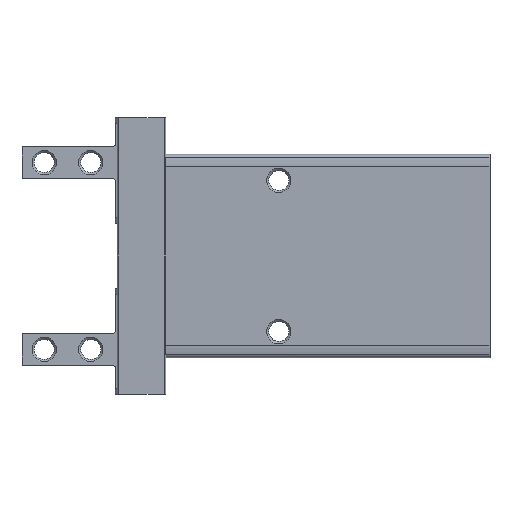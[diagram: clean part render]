
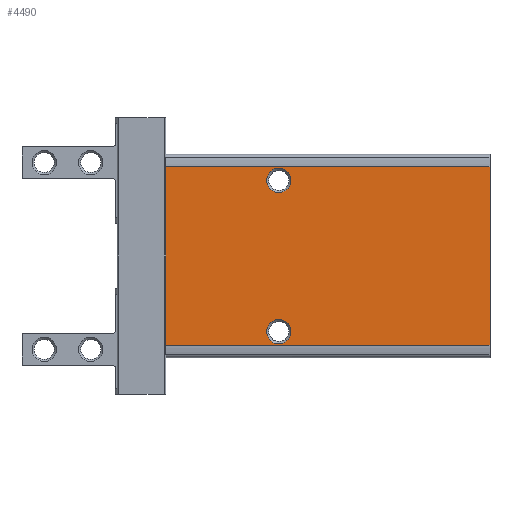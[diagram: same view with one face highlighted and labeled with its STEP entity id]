
A CAD part, left-side view. The second image highlights one B-rep face of the part: STEP entity #4490.
In plain terms, the highlighted face is planar.
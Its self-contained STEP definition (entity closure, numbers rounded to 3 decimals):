
#185=LINE('',#6944,#565);
#186=LINE('',#6952,#566);
#187=LINE('',#6954,#567);
#188=LINE('',#6956,#568);
#565=VECTOR('',#5456,1000.);
#566=VECTOR('',#5465,1000.);
#567=VECTOR('',#5466,1000.);
#568=VECTOR('',#5467,1000.);
#986=ORIENTED_EDGE('',*,*,#2273,.F.);
#987=ORIENTED_EDGE('',*,*,#2274,.F.);
#988=ORIENTED_EDGE('',*,*,#2275,.T.);
#989=ORIENTED_EDGE('',*,*,#2276,.F.);
#990=ORIENTED_EDGE('',*,*,#2277,.F.);
#991=ORIENTED_EDGE('',*,*,#2271,.T.);
#2271=EDGE_CURVE('',#2913,#2912,#185,.T.);
#2273=EDGE_CURVE('',#2914,#2914,#3343,.T.);
#2274=EDGE_CURVE('',#2915,#2915,#3344,.T.);
#2275=EDGE_CURVE('',#2912,#2916,#186,.T.);
#2276=EDGE_CURVE('',#2917,#2916,#187,.T.);
#2277=EDGE_CURVE('',#2913,#2917,#188,.T.);
#2912=VERTEX_POINT('',#6943);
#2913=VERTEX_POINT('',#6945);
#2914=VERTEX_POINT('',#6949);
#2915=VERTEX_POINT('',#6951);
#2916=VERTEX_POINT('',#6953);
#2917=VERTEX_POINT('',#6955);
#3343=CIRCLE('',#4834,1.5);
#3344=CIRCLE('',#4835,1.5);
#3593=EDGE_LOOP('',(#986));
#3594=EDGE_LOOP('',(#987));
#3595=EDGE_LOOP('',(#988,#989,#990,#991));
#3967=FACE_BOUND('',#3593,.T.);
#3968=FACE_BOUND('',#3594,.T.);
#3969=FACE_BOUND('',#3595,.T.);
#4332=PLANE('',#4833);
#4490=ADVANCED_FACE('',(#3967,#3968,#3969),#4332,.F.);
#4833=AXIS2_PLACEMENT_3D('',#6947,#5459,#5460);
#4834=AXIS2_PLACEMENT_3D('',#6948,#5461,#5462);
#4835=AXIS2_PLACEMENT_3D('',#6950,#5463,#5464);
#5456=DIRECTION('',(0.,-1.,0.));
#5459=DIRECTION('',(0.,0.,-1.));
#5460=DIRECTION('',(-1.,0.,0.));
#5461=DIRECTION('',(0.,0.,1.));
#5462=DIRECTION('',(1.,0.,0.));
#5463=DIRECTION('',(0.,0.,1.));
#5464=DIRECTION('',(1.,0.,0.));
#5465=DIRECTION('',(1.,0.,0.));
#5466=DIRECTION('',(0.,-1.,0.));
#5467=DIRECTION('',(1.,0.,0.));
#6943=CARTESIAN_POINT('',(-11.,0.,8.));
#6944=CARTESIAN_POINT('',(-11.,39.9,8.));
#6945=CARTESIAN_POINT('',(-11.,39.9,8.));
#6947=CARTESIAN_POINT('',(-11.,39.9,8.));
#6948=CARTESIAN_POINT('',(-9.3,26.,8.));
#6949=CARTESIAN_POINT('',(-7.8,26.,8.));
#6950=CARTESIAN_POINT('',(9.3,26.,8.));
#6951=CARTESIAN_POINT('',(10.8,26.,8.));
#6952=CARTESIAN_POINT('',(-11.,0.,8.));
#6953=CARTESIAN_POINT('',(11.,0.,8.));
#6954=CARTESIAN_POINT('',(11.,39.9,8.));
#6955=CARTESIAN_POINT('',(11.,39.9,8.));
#6956=CARTESIAN_POINT('',(-11.,39.9,8.));
